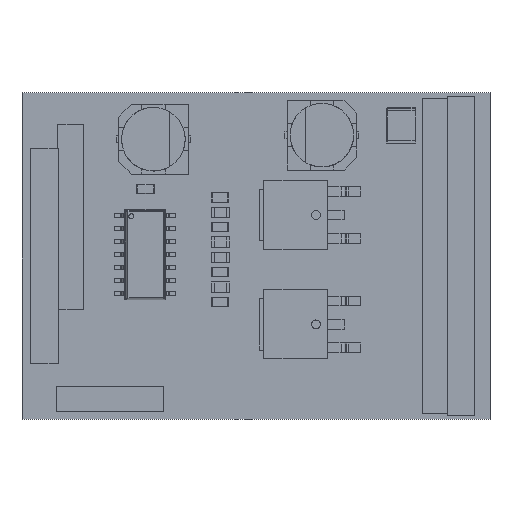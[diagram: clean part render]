
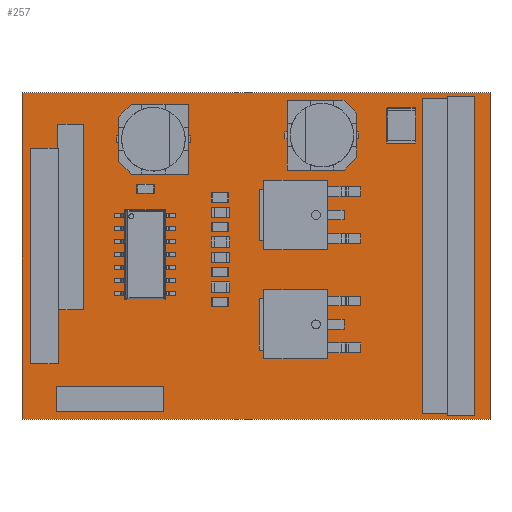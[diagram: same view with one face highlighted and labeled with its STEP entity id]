
A CAD part, top view. The second image highlights one B-rep face of the part: STEP entity #257.
In plain terms, the highlighted planar face has unit normal (0, 0, 1).
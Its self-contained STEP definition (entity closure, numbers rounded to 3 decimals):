
#128 = VERTEX_POINT('',#129);
#129 = CARTESIAN_POINT('',(-37.022,-9.627,0.411));
#135 = EDGE_CURVE('',#128,#136,#138,.T.);
#136 = VERTEX_POINT('',#137);
#137 = CARTESIAN_POINT('',(-37.022,22.252,0.411));
#138 = LINE('',#139,#140);
#139 = CARTESIAN_POINT('',(-37.022,-9.627,0.411));
#140 = VECTOR('',#141,1.);
#141 = DIRECTION('',(0.,1.,0.));
#166 = EDGE_CURVE('',#136,#167,#169,.T.);
#167 = VERTEX_POINT('',#168);
#168 = CARTESIAN_POINT('',(8.662,22.252,0.411));
#169 = LINE('',#170,#171);
#170 = CARTESIAN_POINT('',(-37.022,22.252,0.411));
#171 = VECTOR('',#172,1.);
#172 = DIRECTION('',(1.,0.,0.));
#197 = EDGE_CURVE('',#167,#198,#200,.T.);
#198 = VERTEX_POINT('',#199);
#199 = CARTESIAN_POINT('',(8.662,-9.627,0.411));
#200 = LINE('',#201,#202);
#201 = CARTESIAN_POINT('',(8.662,22.252,0.411));
#202 = VECTOR('',#203,1.);
#203 = DIRECTION('',(0.,-1.,0.));
#228 = EDGE_CURVE('',#198,#128,#229,.T.);
#229 = LINE('',#230,#231);
#230 = CARTESIAN_POINT('',(8.662,-9.627,0.411));
#231 = VECTOR('',#232,1.);
#232 = DIRECTION('',(-1.,0.,0.));
#257 = ADVANCED_FACE('',(#258),#264,.T.);
#258 = FACE_BOUND('',#259,.F.);
#259 = EDGE_LOOP('',(#260,#261,#262,#263));
#260 = ORIENTED_EDGE('',*,*,#135,.T.);
#261 = ORIENTED_EDGE('',*,*,#166,.T.);
#262 = ORIENTED_EDGE('',*,*,#197,.T.);
#263 = ORIENTED_EDGE('',*,*,#228,.T.);
#264 = PLANE('',#265);
#265 = AXIS2_PLACEMENT_3D('',#266,#267,#268);
#266 = CARTESIAN_POINT('',(-37.022,-9.627,0.411));
#267 = DIRECTION('',(0.,0.,1.));
#268 = DIRECTION('',(1.,0.,0.));
